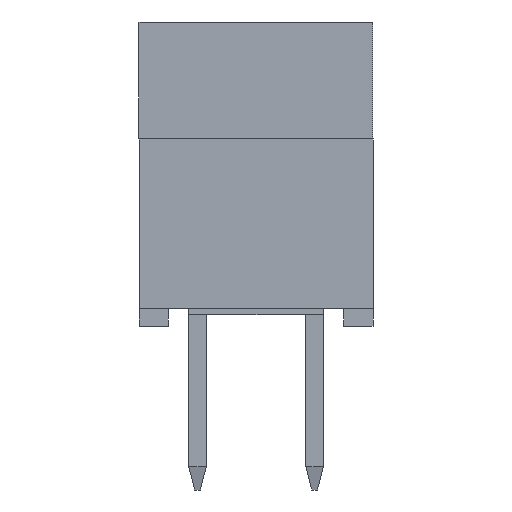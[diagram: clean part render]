
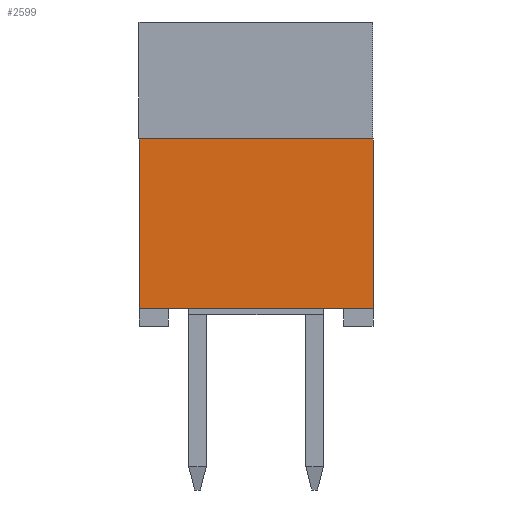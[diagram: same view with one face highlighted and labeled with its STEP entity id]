
A CAD part, left-side view. The second image highlights one B-rep face of the part: STEP entity #2599.
In plain terms, the highlighted planar face has unit normal (-1, 0, 0).
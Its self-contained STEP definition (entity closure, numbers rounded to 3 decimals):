
#2599 = ADVANCED_FACE( '', ( #5055 ), #5056, .T. );
#5055 = FACE_OUTER_BOUND( '', #7376, .T. );
#5056 = PLANE( '', #7377 );
#7376 = EDGE_LOOP( '', ( #14795, #14796, #14797, #14798 ) );
#7377 = AXIS2_PLACEMENT_3D( '', #14799, #14800, #14801 );
#14795 = ORIENTED_EDGE( '', *, *, #17164, .T. );
#14796 = ORIENTED_EDGE( '', *, *, #17822, .T. );
#14797 = ORIENTED_EDGE( '', *, *, #16840, .T. );
#14798 = ORIENTED_EDGE( '', *, *, #17687, .T. );
#14799 = CARTESIAN_POINT( '', ( -22.05, 0., 0. ) );
#14800 = DIRECTION( '', ( -1., 0., 0. ) );
#14801 = DIRECTION( '', ( 0., 0., 1. ) );
#16840 = EDGE_CURVE( '', #21101, #21102, #21103, .T. );
#17164 = EDGE_CURVE( '', #21553, #21554, #21555, .T. );
#17687 = EDGE_CURVE( '', #21102, #21553, #22202, .T. );
#17822 = EDGE_CURVE( '', #21554, #21101, #22344, .T. );
#21101 = VERTEX_POINT( '', #26963 );
#21102 = VERTEX_POINT( '', #26964 );
#21103 = LINE( '', #26965, #26966 );
#21553 = VERTEX_POINT( '', #27631 );
#21554 = VERTEX_POINT( '', #27632 );
#21555 = LINE( '', #27633, #27634 );
#22202 = LINE( '', #28621, #28622 );
#22344 = LINE( '', #28819, #28820 );
#26963 = CARTESIAN_POINT( '', ( -22.05, 2., 1.45 ) );
#26964 = CARTESIAN_POINT( '', ( -22.05, 2., -1.45 ) );
#26965 = CARTESIAN_POINT( '', ( -22.05, 2., 1.45 ) );
#26966 = VECTOR( '', #30986, 1000. );
#27631 = CARTESIAN_POINT( '', ( -22.05, -2., -1.45 ) );
#27632 = CARTESIAN_POINT( '', ( -22.05, -2., 1.45 ) );
#27633 = CARTESIAN_POINT( '', ( -22.05, -2., -1.45 ) );
#27634 = VECTOR( '', #31289, 1000. );
#28621 = CARTESIAN_POINT( '', ( -22.05, 2., -1.45 ) );
#28622 = VECTOR( '', #31705, 1000. );
#28819 = CARTESIAN_POINT( '', ( -22.05, -2., 1.45 ) );
#28820 = VECTOR( '', #31782, 1000. );
#30986 = DIRECTION( '', ( 0., 0., -1. ) );
#31289 = DIRECTION( '', ( 0., 0., 1. ) );
#31705 = DIRECTION( '', ( 0., -1., 0. ) );
#31782 = DIRECTION( '', ( 0., 1., 0. ) );
